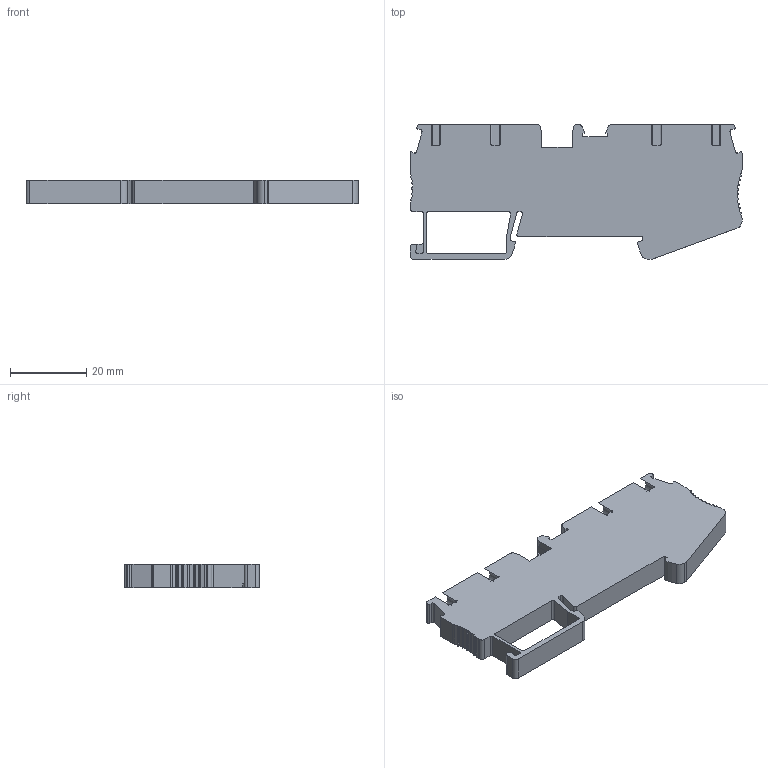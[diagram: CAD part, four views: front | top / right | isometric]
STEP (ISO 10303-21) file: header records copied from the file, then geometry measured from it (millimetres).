
FILE_DESCRIPTION(('STEP AP203'), '1');
FILE_NAME('MTS-FO4_3D', '2024-11-21T12:30:53', ('砐錪賧瘔蠈錪 Windows'), (''), 'C3D Converter', 'C3D Toolkit', '');
FILE_SCHEMA(('CONFIG_CONTROL_DESIGN'));
Length unit declared in the file: millimetre
Bounding box: 87.3 x 35.4 x 6.2 mm (x, y, z)
Volume: 13489.9 mm3; surface area: 7923 mm2
Topology: 1 solids, 1 shells, 278 faces, 812 edges, 540 vertices
Faces by surface type: plane 175, cylinder 95, bspline 8
Entity records: 12710 total; most frequent: CARTESIAN_POINT 3197, ORIENTED_EDGE 1624, DIRECTION 1411, EDGE_CURVE 812, LINE 555, VECTOR 555, VERTEX_POINT 540, AXIS2_PLACEMENT_3D 428
